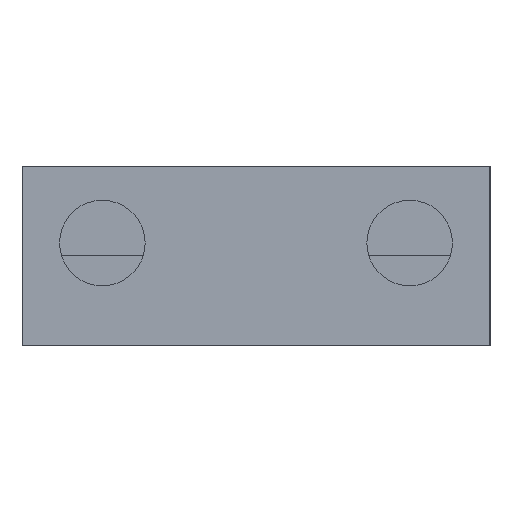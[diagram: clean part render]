
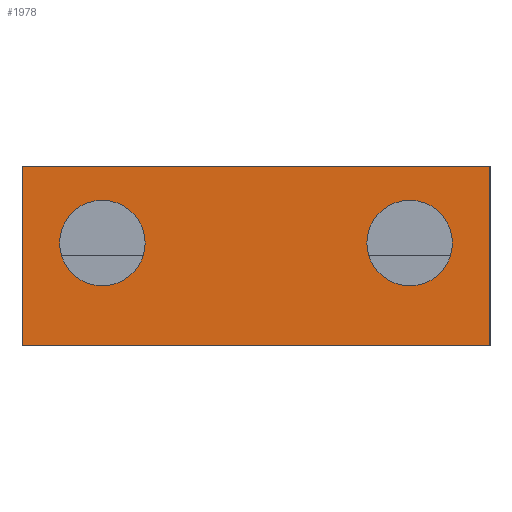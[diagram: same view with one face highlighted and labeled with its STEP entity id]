
A CAD part, left-side view. The second image highlights one B-rep face of the part: STEP entity #1978.
In plain terms, the highlighted planar face has unit normal (-1, 0, 0).
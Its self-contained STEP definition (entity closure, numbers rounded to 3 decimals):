
#57=FACE_BOUND('',#357,.T.);
#58=FACE_BOUND('',#358,.T.);
#129=PLANE('',#2152);
#232=FACE_OUTER_BOUND('',#356,.T.);
#356=EDGE_LOOP('',(#1836,#1837,#1838,#1839));
#357=EDGE_LOOP('',(#1840));
#358=EDGE_LOOP('',(#1841));
#463=LINE('',#2926,#675);
#476=LINE('',#2983,#688);
#571=LINE('',#3277,#783);
#572=LINE('',#3279,#784);
#675=VECTOR('',#2326,10.);
#688=VECTOR('',#2387,10.);
#783=VECTOR('',#2680,10.);
#784=VECTOR('',#2683,10.);
#786=CIRCLE('',#1996,3.3);
#788=CIRCLE('',#1999,3.3);
#843=VERTEX_POINT('',#2691);
#845=VERTEX_POINT('',#2697);
#933=VERTEX_POINT('',#2923);
#934=VERTEX_POINT('',#2925);
#953=VERTEX_POINT('',#2980);
#954=VERTEX_POINT('',#2982);
#1021=EDGE_CURVE('',#843,#843,#786,.T.);
#1024=EDGE_CURVE('',#845,#845,#788,.T.);
#1136=EDGE_CURVE('',#933,#934,#463,.T.);
#1162=EDGE_CURVE('',#953,#954,#476,.T.);
#1297=EDGE_CURVE('',#954,#933,#571,.T.);
#1298=EDGE_CURVE('',#953,#934,#572,.T.);
#1836=ORIENTED_EDGE('',*,*,#1297,.F.);
#1837=ORIENTED_EDGE('',*,*,#1162,.F.);
#1838=ORIENTED_EDGE('',*,*,#1298,.T.);
#1839=ORIENTED_EDGE('',*,*,#1136,.F.);
#1840=ORIENTED_EDGE('',*,*,#1021,.T.);
#1841=ORIENTED_EDGE('',*,*,#1024,.T.);
#1978=ADVANCED_FACE('',(#232,#57,#58),#129,.T.);
#1996=AXIS2_PLACEMENT_3D('',#2692,#2159,#2160);
#1999=AXIS2_PLACEMENT_3D('',#2698,#2166,#2167);
#2152=AXIS2_PLACEMENT_3D('',#3278,#2681,#2682);
#2159=DIRECTION('center_axis',(1.,0.,0.));
#2160=DIRECTION('ref_axis',(0.,-1.,0.));
#2166=DIRECTION('center_axis',(1.,0.,0.));
#2167=DIRECTION('ref_axis',(0.,-1.,0.));
#2326=DIRECTION('',(0.,-1.,0.));
#2387=DIRECTION('',(0.,1.,0.));
#2680=DIRECTION('',(0.,0.,1.));
#2681=DIRECTION('center_axis',(-1.,0.,0.));
#2682=DIRECTION('ref_axis',(0.,1.,0.));
#2683=DIRECTION('',(0.,0.,1.));
#2691=CARTESIAN_POINT('',(-51.7,15.15,5.925));
#2692=CARTESIAN_POINT('Origin',(-51.7,11.85,5.925));
#2697=CARTESIAN_POINT('',(-51.7,-8.55,5.925));
#2698=CARTESIAN_POINT('Origin',(-51.7,-11.85,5.925));
#2923=CARTESIAN_POINT('',(-51.7,18.05,11.85));
#2925=CARTESIAN_POINT('',(-51.7,-18.05,11.85));
#2926=CARTESIAN_POINT('',(-51.7,-18.05,11.85));
#2980=CARTESIAN_POINT('',(-51.7,-18.05,-2.));
#2982=CARTESIAN_POINT('',(-51.7,18.05,-2.));
#2983=CARTESIAN_POINT('',(-51.7,-18.05,-2.));
#3277=CARTESIAN_POINT('',(-51.7,18.05,0.));
#3278=CARTESIAN_POINT('Origin',(-51.7,-18.05,0.));
#3279=CARTESIAN_POINT('',(-51.7,-18.05,0.));
